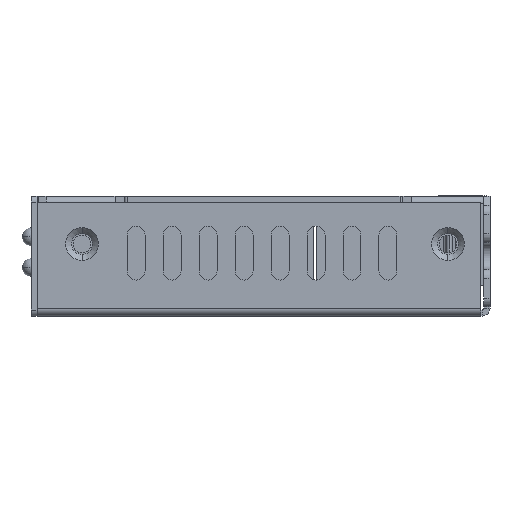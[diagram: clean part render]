
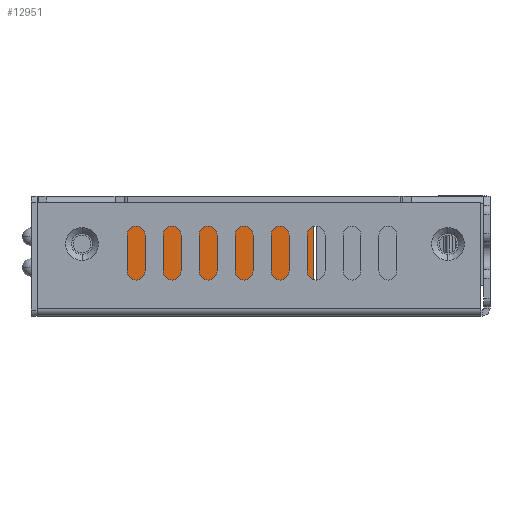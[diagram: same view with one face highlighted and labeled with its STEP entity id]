
A CAD part, left-side view. The second image highlights one B-rep face of the part: STEP entity #12951.
In plain terms, the highlighted face is planar.
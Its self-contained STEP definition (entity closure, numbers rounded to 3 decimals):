
#12714 = ORIENTED_EDGE ( 'NONE', *, *, #12987, .T. ) ;
#12746 = VERTEX_POINT ( 'NONE', #27042 ) ;
#12769 = VERTEX_POINT ( 'NONE', #27067 ) ;
#12770 = EDGE_CURVE ( 'NONE', #12746, #12769, #27057, .T. ) ;
#12813 = EDGE_CURVE ( 'NONE', #12815, #12937, #27154, .T. ) ;
#12815 = VERTEX_POINT ( 'NONE', #27121 ) ;
#12840 = VERTEX_POINT ( 'NONE', #27166 ) ;
#12882 = VERTEX_POINT ( 'NONE', #27221 ) ;
#12883 = EDGE_LOOP ( 'NONE', ( #12953, #12885, #12950, #12936, #12935, #12940, #12949, #12714 ) ) ;
#12885 = ORIENTED_EDGE ( 'NONE', *, *, #12903, .T. ) ;
#12890 = EDGE_CURVE ( 'NONE', #12840, #12882, #27258, .T. ) ;
#12903 = EDGE_CURVE ( 'NONE', #12746, #12840, #27252, .T. ) ;
#12935 = ORIENTED_EDGE ( 'NONE', *, *, #12938, .T. ) ;
#12936 = ORIENTED_EDGE ( 'NONE', *, *, #12952, .T. ) ;
#12937 = VERTEX_POINT ( 'NONE', #27352 ) ;
#12938 = EDGE_CURVE ( 'NONE', #12946, #12945, #27340, .T. ) ;
#12939 = EDGE_CURVE ( 'NONE', #12945, #12937, #27336, .T. ) ;
#12940 = ORIENTED_EDGE ( 'NONE', *, *, #12939, .T. ) ;
#12945 = VERTEX_POINT ( 'NONE', #27388 ) ;
#12946 = VERTEX_POINT ( 'NONE', #27390 ) ;
#12949 = ORIENTED_EDGE ( 'NONE', *, *, #12813, .F. ) ;
#12950 = ORIENTED_EDGE ( 'NONE', *, *, #12890, .T. ) ;
#12951 = ADVANCED_FACE ( 'NONE', ( #27359 ), #27341, .F. ) ;
#12952 = EDGE_CURVE ( 'NONE', #12882, #12946, #27372, .T. ) ;
#12953 = ORIENTED_EDGE ( 'NONE', *, *, #12770, .F. ) ;
#12987 = EDGE_CURVE ( 'NONE', #12815, #12769, #27433, .T. ) ;
#27042 = CARTESIAN_POINT ( 'NONE',  ( 7.175, -15.71, 13.45 ) ) ;
#27054 = DIRECTION ( 'NONE',  ( 0., 1., 0. ) ) ;
#27055 = VECTOR ( 'NONE', #27054, 1000. ) ;
#27056 = CARTESIAN_POINT ( 'NONE',  ( 7.175, 16.01, 13.45 ) ) ;
#27057 = LINE ( 'NONE', #27056, #27055 ) ;
#27067 = CARTESIAN_POINT ( 'NONE',  ( 7.175, 15.71, 13.45 ) ) ;
#27121 = CARTESIAN_POINT ( 'NONE',  ( 7.175, 16.01, 13.15 ) ) ;
#27151 = DIRECTION ( 'NONE',  ( 0., 0., -1. ) ) ;
#27152 = VECTOR ( 'NONE', #27151, 1000. ) ;
#27153 = CARTESIAN_POINT ( 'NONE',  ( 7.175, 16.01, 13.45 ) ) ;
#27154 = LINE ( 'NONE', #27153, #27152 ) ;
#27166 = CARTESIAN_POINT ( 'NONE',  ( 7.175, -16.01, 13.15 ) ) ;
#27221 = CARTESIAN_POINT ( 'NONE',  ( 7.175, -16.01, 0.3 ) ) ;
#27252 = CIRCLE ( 'NONE', #27298, 0.3 ) ;
#27255 = DIRECTION ( 'NONE',  ( 0., 0., -1. ) ) ;
#27256 = VECTOR ( 'NONE', #27255, 1000. ) ;
#27257 = CARTESIAN_POINT ( 'NONE',  ( 7.175, -16.01, 13.45 ) ) ;
#27258 = LINE ( 'NONE', #27257, #27256 ) ;
#27282 = DIRECTION ( 'NONE',  ( 0., 0., 1. ) ) ;
#27283 = DIRECTION ( 'NONE',  ( 1., 0., 0. ) ) ;
#27284 = CARTESIAN_POINT ( 'NONE',  ( 7.175, -15.71, 13.15 ) ) ;
#27298 = AXIS2_PLACEMENT_3D ( 'NONE', #27284, #27283, #27282 ) ;
#27336 = CIRCLE ( 'NONE', #27350, 0.3 ) ;
#27337 = DIRECTION ( 'NONE',  ( 0., 1., 0. ) ) ;
#27338 = VECTOR ( 'NONE', #27337, 1000. ) ;
#27339 = CARTESIAN_POINT ( 'NONE',  ( 7.175, 16.01, 0. ) ) ;
#27340 = LINE ( 'NONE', #27339, #27338 ) ;
#27341 = PLANE ( 'NONE',  #27379 ) ;
#27350 = AXIS2_PLACEMENT_3D ( 'NONE', #27393, #27392, #27391 ) ;
#27352 = CARTESIAN_POINT ( 'NONE',  ( 7.175, 16.01, 0.3 ) ) ;
#27359 = FACE_OUTER_BOUND ( 'NONE', #12883, .T. ) ;
#27368 = DIRECTION ( 'NONE',  ( 0., 0., 1. ) ) ;
#27369 = DIRECTION ( 'NONE',  ( 1., 0., 0. ) ) ;
#27370 = CARTESIAN_POINT ( 'NONE',  ( 7.175, -15.71, 0.3 ) ) ;
#27371 = AXIS2_PLACEMENT_3D ( 'NONE', #27370, #27369, #27368 ) ;
#27372 = CIRCLE ( 'NONE', #27371, 0.3 ) ;
#27374 = DIRECTION ( 'NONE',  ( 0., 0., 1. ) ) ;
#27375 = DIRECTION ( 'NONE',  ( -1., 0., 0. ) ) ;
#27376 = CARTESIAN_POINT ( 'NONE',  ( 7.175, 16.01, 13.45 ) ) ;
#27379 = AXIS2_PLACEMENT_3D ( 'NONE', #27376, #27375, #27374 ) ;
#27388 = CARTESIAN_POINT ( 'NONE',  ( 7.175, 15.71, 0. ) ) ;
#27390 = CARTESIAN_POINT ( 'NONE',  ( 7.175, -15.71, 0. ) ) ;
#27391 = DIRECTION ( 'NONE',  ( 0., 0., 1. ) ) ;
#27392 = DIRECTION ( 'NONE',  ( 1., 0., 0. ) ) ;
#27393 = CARTESIAN_POINT ( 'NONE',  ( 7.175, 15.71, 0.3 ) ) ;
#27404 = AXIS2_PLACEMENT_3D ( 'NONE', #27478, #27477, #27476 ) ;
#27433 = CIRCLE ( 'NONE', #27404, 0.3 ) ;
#27476 = DIRECTION ( 'NONE',  ( 0., 0., 1. ) ) ;
#27477 = DIRECTION ( 'NONE',  ( 1., 0., 0. ) ) ;
#27478 = CARTESIAN_POINT ( 'NONE',  ( 7.175, 15.71, 13.15 ) ) ;
